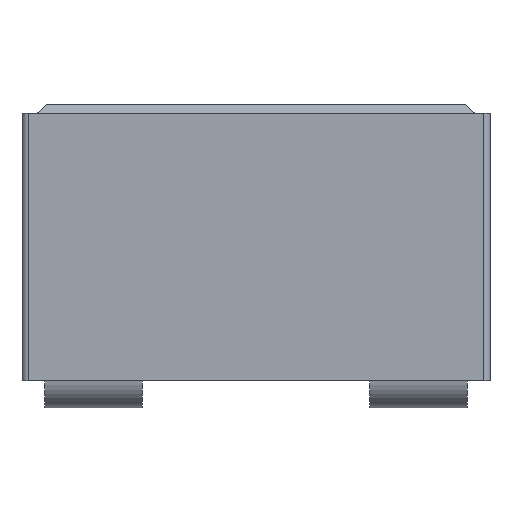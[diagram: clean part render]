
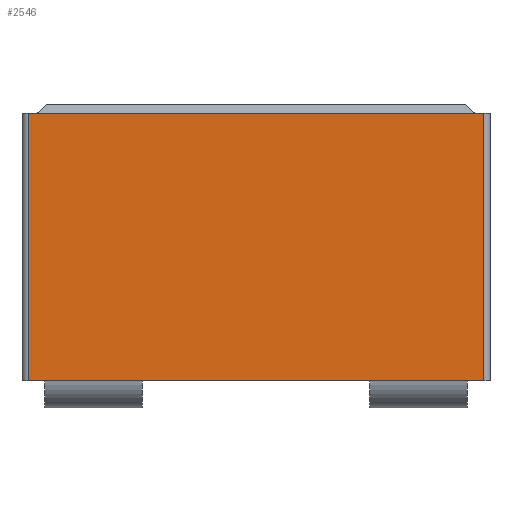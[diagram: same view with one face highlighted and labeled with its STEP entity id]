
A CAD part, front view. The second image highlights one B-rep face of the part: STEP entity #2546.
In plain terms, the highlighted face is planar.
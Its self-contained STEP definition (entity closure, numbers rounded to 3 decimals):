
#398=ORIENTED_EDGE('',*,*,#806,.F.);
#399=ORIENTED_EDGE('',*,*,#828,.F.);
#400=ORIENTED_EDGE('',*,*,#792,.T.);
#401=ORIENTED_EDGE('',*,*,#829,.F.);
#792=EDGE_CURVE('',#1014,#1015,#1182,.T.);
#806=EDGE_CURVE('',#1028,#1029,#1189,.T.);
#828=EDGE_CURVE('',#1014,#1028,#1202,.T.);
#829=EDGE_CURVE('',#1029,#1015,#1203,.T.);
#1014=VERTEX_POINT('',#4109);
#1015=VERTEX_POINT('',#4110);
#1028=VERTEX_POINT('',#4139);
#1029=VERTEX_POINT('',#4141);
#1182=LINE('',#4108,#1378);
#1189=LINE('',#4140,#1385);
#1202=LINE('',#4186,#1398);
#1203=LINE('',#4187,#1399);
#1378=VECTOR('',#2939,1000.);
#1385=VECTOR('',#2966,1000.);
#1398=VECTOR('',#3011,1000.);
#1399=VECTOR('',#3012,1000.);
#1522=EDGE_LOOP('',(#398,#399,#400,#401));
#1641=FACE_BOUND('',#1522,.T.);
#1727=PLANE('',#2678);
#2546=ADVANCED_FACE('',(#1641),#1727,.T.);
#2678=AXIS2_PLACEMENT_3D('',#4185,#3009,#3010);
#2939=DIRECTION('',(0.,0.,-1.));
#2966=DIRECTION('',(0.,0.,-1.));
#3009=DIRECTION('',(-1.,0.,0.));
#3010=DIRECTION('',(0.,-1.,0.));
#3011=DIRECTION('',(0.,-1.,0.));
#3012=DIRECTION('',(0.,1.,0.));
#4108=CARTESIAN_POINT('',(-8.2,7.5,9.1));
#4109=CARTESIAN_POINT('',(-8.2,7.5,8.8));
#4110=CARTESIAN_POINT('',(-8.2,7.5,0.));
#4139=CARTESIAN_POINT('',(-8.2,-7.5,8.8));
#4140=CARTESIAN_POINT('',(-8.2,-7.5,9.1));
#4141=CARTESIAN_POINT('',(-8.2,-7.5,0.));
#4185=CARTESIAN_POINT('',(-8.2,-7.7,9.1));
#4186=CARTESIAN_POINT('',(-8.2,7.7,8.8));
#4187=CARTESIAN_POINT('',(-8.2,-7.7,0.));
